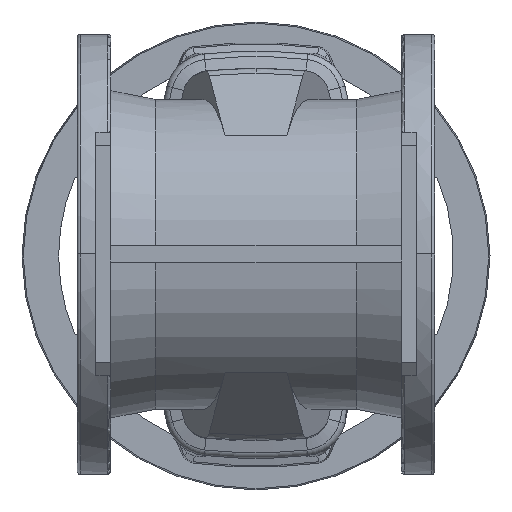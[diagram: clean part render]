
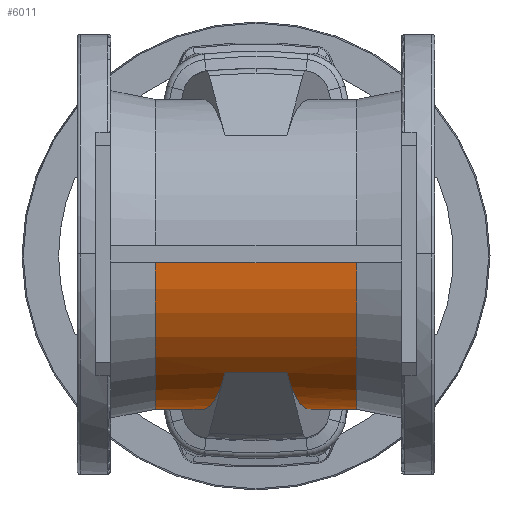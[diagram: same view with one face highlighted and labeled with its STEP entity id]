
A CAD part, top view. The second image highlights one B-rep face of the part: STEP entity #6011.
In plain terms, the highlighted cylindrical face has radius 143 mm (diameter 286 mm), a partial arc.
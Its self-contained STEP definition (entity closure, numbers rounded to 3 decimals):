
#85 = EDGE_LOOP ( 'NONE', ( #19802, #19803, #19804, #19805, #19806, #19807, #19808, #19809 ) ) ;
#4153 = VERTEX_POINT ( 'NONE', #22739 ) ;
#4156 = VERTEX_POINT ( 'NONE', #22742 ) ;
#4157 = VERTEX_POINT ( 'NONE', #22743 ) ;
#4158 = VERTEX_POINT ( 'NONE', #22744 ) ;
#4159 = VERTEX_POINT ( 'NONE', #22745 ) ;
#4164 = VERTEX_POINT ( 'NONE', #22750 ) ;
#4166 = VERTEX_POINT ( 'NONE', #22752 ) ;
#4173 = VERTEX_POINT ( 'NONE', #22759 ) ;
#4617 =( BOUNDED_CURVE ( )  B_SPLINE_CURVE ( 3, ( #14723, #14722, #14750, #14751 ),
 .UNSPECIFIED., .F., .F. ) 
 B_SPLINE_CURVE_WITH_KNOTS ( ( 4, 4 ),
 ( 4.014, 6.227 ),
 .UNSPECIFIED. ) 
 CURVE ( )  GEOMETRIC_REPRESENTATION_ITEM ( )  RATIONAL_B_SPLINE_CURVE ( ( 1., 0.632, 0.632, 1. ) ) 
 REPRESENTATION_ITEM ( '' )  );
#4618 =( BOUNDED_CURVE ( )  B_SPLINE_CURVE ( 3, ( #14749, #14748, #14756, #14757 ),
 .UNSPECIFIED., .F., .F. ) 
 B_SPLINE_CURVE_WITH_KNOTS ( ( 4, 4 ),
 ( 0.056, 2.269 ),
 .UNSPECIFIED. ) 
 CURVE ( )  GEOMETRIC_REPRESENTATION_ITEM ( )  RATIONAL_B_SPLINE_CURVE ( ( 1., 0.632, 0.632, 1. ) ) 
 REPRESENTATION_ITEM ( '' )  );
#6011 = ADVANCED_FACE ( 'NONE', ( #16572 ), #16577, .T. ) ;
#8895 = AXIS2_PLACEMENT_3D ( 'NONE', #14709, #14710, #14711 ) ;
#8896 = AXIS2_PLACEMENT_3D ( 'NONE', #14717, #14718, #14719 ) ;
#10706 = LINE ( 'NONE', #14708, #10731 ) ;
#10725 = CIRCLE ( 'NONE', #8895, 143. ) ;
#10731 = VECTOR ( 'NONE', #14704, 1000. ) ;
#10733 = CIRCLE ( 'NONE', #8896, 143. ) ;
#10738 = LINE ( 'NONE', #14720, #10744 ) ;
#10742 = LINE ( 'NONE', #14752, #10748 ) ;
#10744 = VECTOR ( 'NONE', #14721, 1000. ) ;
#10748 = VECTOR ( 'NONE', #14753, 1000. ) ;
#10749 = LINE ( 'NONE', #14758, #10753 ) ;
#10753 = VECTOR ( 'NONE', #14759, 1000. ) ;
#14704 = DIRECTION ( 'NONE',  ( -1., 0., 0. ) ) ;
#14708 = CARTESIAN_POINT ( 'NONE',  ( -100., -8., 142.776 ) ) ;
#14709 = CARTESIAN_POINT ( 'NONE',  ( 92.844, 0., 0. ) ) ;
#14710 = DIRECTION ( 'NONE',  ( -1., 0., 0. ) ) ;
#14711 = DIRECTION ( 'NONE',  ( 0., 0., 1. ) ) ;
#14717 = CARTESIAN_POINT ( 'NONE',  ( -92.844, 0., 0. ) ) ;
#14718 = DIRECTION ( 'NONE',  ( -1., 0., 0. ) ) ;
#14719 = DIRECTION ( 'NONE',  ( 0., 0., 1. ) ) ;
#14720 = CARTESIAN_POINT ( 'NONE',  ( -100., -8., -142.776 ) ) ;
#14721 = DIRECTION ( 'NONE',  ( 1., 0., 0. ) ) ;
#14722 = CARTESIAN_POINT ( 'NONE',  ( -51.518, -196.256, -11.421 ) ) ;
#14723 = CARTESIAN_POINT ( 'NONE',  ( -28.608, -109.544, 91.919 ) ) ;
#14748 = CARTESIAN_POINT ( 'NONE',  ( 78.966, -142.689, -135.229 ) ) ;
#14749 = CARTESIAN_POINT ( 'NONE',  ( 80.639, -8., -142.776 ) ) ;
#14750 = CARTESIAN_POINT ( 'NONE',  ( -78.966, -142.689, -135.229 ) ) ;
#14751 = CARTESIAN_POINT ( 'NONE',  ( -80.639, -8., -142.776 ) ) ;
#14752 = CARTESIAN_POINT ( 'NONE',  ( -100., -109.544, 91.919 ) ) ;
#14753 = DIRECTION ( 'NONE',  ( 1., 0., 0. ) ) ;
#14756 = CARTESIAN_POINT ( 'NONE',  ( 51.518, -196.256, -11.421 ) ) ;
#14757 = CARTESIAN_POINT ( 'NONE',  ( 28.608, -109.544, 91.919 ) ) ;
#14758 = CARTESIAN_POINT ( 'NONE',  ( -100., -8., -142.776 ) ) ;
#14759 = DIRECTION ( 'NONE',  ( -1., 0., 0. ) ) ;
#15687 = EDGE_CURVE ( 'NONE', #4166, #4164, #10725, .T. ) ;
#15688 = EDGE_CURVE ( 'NONE', #4164, #4159, #10706, .T. ) ;
#15690 = EDGE_CURVE ( 'NONE', #4158, #4159, #10733, .T. ) ;
#15692 = EDGE_CURVE ( 'NONE', #4158, #4157, #10738, .T. ) ;
#15694 = EDGE_CURVE ( 'NONE', #4173, #4157, #4617, .T. ) ;
#15695 = EDGE_CURVE ( 'NONE', #4173, #4153, #10742, .T. ) ;
#15696 = EDGE_CURVE ( 'NONE', #4156, #4153, #4618, .T. ) ;
#15697 = EDGE_CURVE ( 'NONE', #4166, #4156, #10749, .T. ) ;
#16069 = AXIS2_PLACEMENT_3D ( 'NONE', #17930, #17929, #17927 ) ;
#16572 = FACE_OUTER_BOUND ( 'NONE', #85, .T. ) ;
#16577 = CYLINDRICAL_SURFACE ( 'NONE', #16069, 143. ) ;
#17927 = DIRECTION ( 'NONE',  ( 0., 0., -1. ) ) ;
#17929 = DIRECTION ( 'NONE',  ( 1., 0., 0. ) ) ;
#17930 = CARTESIAN_POINT ( 'NONE',  ( -100., 0., 0. ) ) ;
#19802 = ORIENTED_EDGE ( 'NONE', *, *, #15687, .T. ) ;
#19803 = ORIENTED_EDGE ( 'NONE', *, *, #15688, .T. ) ;
#19804 = ORIENTED_EDGE ( 'NONE', *, *, #15690, .F. ) ;
#19805 = ORIENTED_EDGE ( 'NONE', *, *, #15692, .T. ) ;
#19806 = ORIENTED_EDGE ( 'NONE', *, *, #15694, .F. ) ;
#19807 = ORIENTED_EDGE ( 'NONE', *, *, #15695, .T. ) ;
#19808 = ORIENTED_EDGE ( 'NONE', *, *, #15696, .F. ) ;
#19809 = ORIENTED_EDGE ( 'NONE', *, *, #15697, .F. ) ;
#22739 = CARTESIAN_POINT ( 'NONE',  ( 28.608, -109.544, 91.919 ) ) ;
#22742 = CARTESIAN_POINT ( 'NONE',  ( 80.639, -8., -142.776 ) ) ;
#22743 = CARTESIAN_POINT ( 'NONE',  ( -80.639, -8., -142.776 ) ) ;
#22744 = CARTESIAN_POINT ( 'NONE',  ( -92.844, -8., -142.776 ) ) ;
#22745 = CARTESIAN_POINT ( 'NONE',  ( -92.844, -8., 142.776 ) ) ;
#22750 = CARTESIAN_POINT ( 'NONE',  ( 92.844, -8., 142.776 ) ) ;
#22752 = CARTESIAN_POINT ( 'NONE',  ( 92.844, -8., -142.776 ) ) ;
#22759 = CARTESIAN_POINT ( 'NONE',  ( -28.608, -109.544, 91.919 ) ) ;
